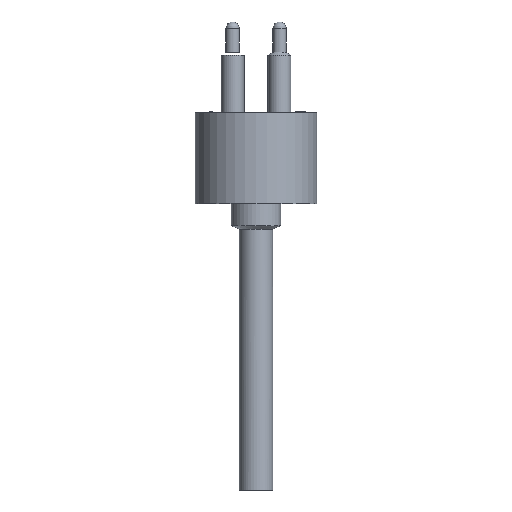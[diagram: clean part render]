
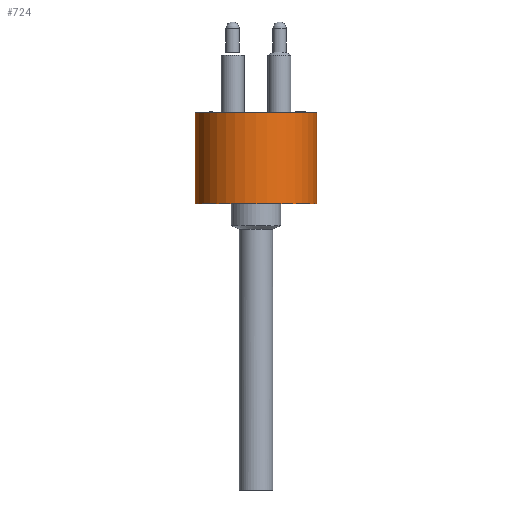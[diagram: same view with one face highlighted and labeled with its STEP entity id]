
A CAD part, front view. The second image highlights one B-rep face of the part: STEP entity #724.
In plain terms, the highlighted cylindrical face has radius 12.7 mm (diameter 25.4 mm), a partial arc.
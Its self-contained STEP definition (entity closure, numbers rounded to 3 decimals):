
#19=CYLINDRICAL_SURFACE('',#792,12.7);
#51=LINE('',#1037,#106);
#53=LINE('',#1041,#108);
#106=VECTOR('',#843,1000.);
#108=VECTOR('',#845,1000.);
#194=FACE_OUTER_BOUND('',#239,.T.);
#239=EDGE_LOOP('',(#578,#579,#580,#581));
#269=CIRCLE('',#789,12.7);
#272=CIRCLE('',#793,12.7);
#299=VERTEX_POINT('',#1035);
#300=VERTEX_POINT('',#1036);
#301=VERTEX_POINT('',#1038);
#302=VERTEX_POINT('',#1040);
#371=EDGE_CURVE('',#299,#300,#51,.T.);
#373=EDGE_CURVE('',#302,#301,#53,.T.);
#435=EDGE_CURVE('',#301,#299,#269,.T.);
#438=EDGE_CURVE('',#302,#300,#272,.T.);
#578=ORIENTED_EDGE('',*,*,#435,.T.);
#579=ORIENTED_EDGE('',*,*,#371,.T.);
#580=ORIENTED_EDGE('',*,*,#438,.F.);
#581=ORIENTED_EDGE('',*,*,#373,.T.);
#724=ADVANCED_FACE('',(#194),#19,.T.);
#789=AXIS2_PLACEMENT_3D('',#1574,#935,#936);
#792=AXIS2_PLACEMENT_3D('',#1579,#941,#942);
#793=AXIS2_PLACEMENT_3D('',#1580,#943,#944);
#843=DIRECTION('',(0.,0.,1.));
#845=DIRECTION('',(0.,0.,-1.));
#935=DIRECTION('center_axis',(0.,0.,1.));
#936=DIRECTION('ref_axis',(1.,0.,0.));
#941=DIRECTION('center_axis',(0.,0.,1.));
#942=DIRECTION('ref_axis',(1.,0.,0.));
#943=DIRECTION('center_axis',(0.,0.,1.));
#944=DIRECTION('ref_axis',(1.,0.,0.));
#1035=CARTESIAN_POINT('',(12.7,0.,-9.525));
#1036=CARTESIAN_POINT('',(12.7,0.,9.525));
#1037=CARTESIAN_POINT('',(12.7,0.,9.525));
#1038=CARTESIAN_POINT('',(-12.7,0.,-9.525));
#1040=CARTESIAN_POINT('',(-12.7,0.,9.525));
#1041=CARTESIAN_POINT('',(-12.7,0.,9.525));
#1574=CARTESIAN_POINT('Origin',(0.,0.,-9.525));
#1579=CARTESIAN_POINT('Origin',(0.,0.,9.525));
#1580=CARTESIAN_POINT('Origin',(0.,0.,9.525));
